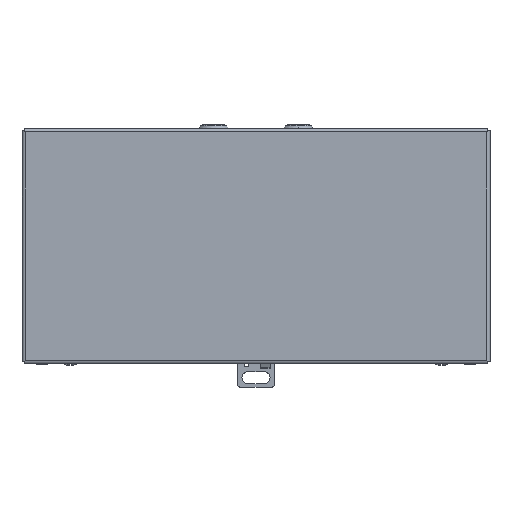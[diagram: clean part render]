
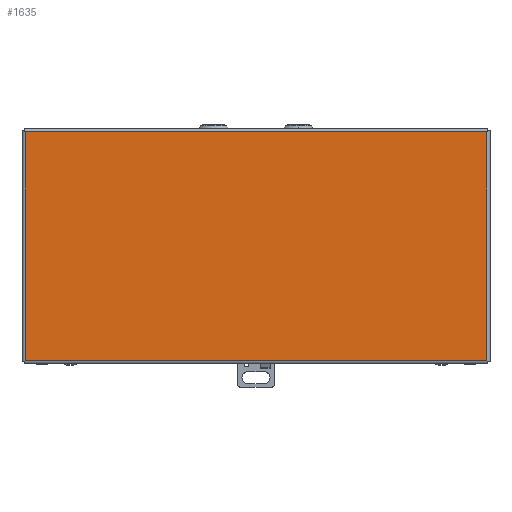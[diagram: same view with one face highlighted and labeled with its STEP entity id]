
A CAD part, top view. The second image highlights one B-rep face of the part: STEP entity #1635.
In plain terms, the highlighted planar face has unit normal (0, 0, 1).
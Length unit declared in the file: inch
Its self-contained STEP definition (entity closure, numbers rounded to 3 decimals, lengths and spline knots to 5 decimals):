
#66 = DIRECTION ( 'NONE',  ( 0., 0., 1. ) ) ;
#159 = VERTEX_POINT ( 'NONE', #2213 ) ;
#1007 = AXIS2_PLACEMENT_3D ( 'NONE', #9137, #66, #13730 ) ;
#1067 = DIRECTION ( 'NONE',  ( 0., -1., 0. ) ) ;
#1103 = DIRECTION ( 'NONE',  ( -1., 0., 0. ) ) ;
#1415 = CARTESIAN_POINT ( 'NONE',  ( 6.1585, -0.029, 6.0285 ) ) ;
#1635 = ADVANCED_FACE ( 'NONE', ( #4569 ), #6764, .T. ) ;
#1998 = VECTOR ( 'NONE', #5840, 39.37008 ) ;
#2213 = CARTESIAN_POINT ( 'NONE',  ( -6.1585, -6.135, 6.0285 ) ) ;
#2613 = DIRECTION ( 'NONE',  ( 1., 0., 0. ) ) ;
#3358 = VECTOR ( 'NONE', #1067, 39.37008 ) ;
#3475 = CARTESIAN_POINT ( 'NONE',  ( 6.1585, -6.135, 6.0285 ) ) ;
#3768 = EDGE_LOOP ( 'NONE', ( #10608, #13919, #13974, #10943 ) ) ;
#4000 = LINE ( 'NONE', #13007, #13442 ) ;
#4259 = VERTEX_POINT ( 'NONE', #6511 ) ;
#4569 = FACE_OUTER_BOUND ( 'NONE', #3768, .T. ) ;
#5703 = EDGE_CURVE ( 'NONE', #9514, #5988, #10295, .T. ) ;
#5758 = LINE ( 'NONE', #3475, #13657 ) ;
#5840 = DIRECTION ( 'NONE',  ( 0., 1., 0. ) ) ;
#5988 = VERTEX_POINT ( 'NONE', #14418 ) ;
#6511 = CARTESIAN_POINT ( 'NONE',  ( -6.1585, -0.029, 6.0285 ) ) ;
#6764 = PLANE ( 'NONE',  #1007 ) ;
#7057 = CARTESIAN_POINT ( 'NONE',  ( -6.1585, -6.135, 6.0285 ) ) ;
#9137 = CARTESIAN_POINT ( 'NONE',  ( 6.1585, -0.029, 6.0285 ) ) ;
#9273 = LINE ( 'NONE', #7057, #1998 ) ;
#9514 = VERTEX_POINT ( 'NONE', #1415 ) ;
#9628 = EDGE_CURVE ( 'NONE', #5988, #159, #5758, .T. ) ;
#10295 = LINE ( 'NONE', #12665, #3358 ) ;
#10608 = ORIENTED_EDGE ( 'NONE', *, *, #12720, .F. ) ;
#10943 = ORIENTED_EDGE ( 'NONE', *, *, #11186, .F. ) ;
#11186 = EDGE_CURVE ( 'NONE', #4259, #9514, #4000, .T. ) ;
#12665 = CARTESIAN_POINT ( 'NONE',  ( 6.1585, -0.029, 6.0285 ) ) ;
#12720 = EDGE_CURVE ( 'NONE', #159, #4259, #9273, .T. ) ;
#13007 = CARTESIAN_POINT ( 'NONE',  ( -6.1585, -0.029, 6.0285 ) ) ;
#13442 = VECTOR ( 'NONE', #2613, 39.37008 ) ;
#13657 = VECTOR ( 'NONE', #1103, 39.37008 ) ;
#13730 = DIRECTION ( 'NONE',  ( -1., 0., 0. ) ) ;
#13919 = ORIENTED_EDGE ( 'NONE', *, *, #9628, .F. ) ;
#13974 = ORIENTED_EDGE ( 'NONE', *, *, #5703, .F. ) ;
#14418 = CARTESIAN_POINT ( 'NONE',  ( 6.1585, -6.135, 6.0285 ) ) ;
